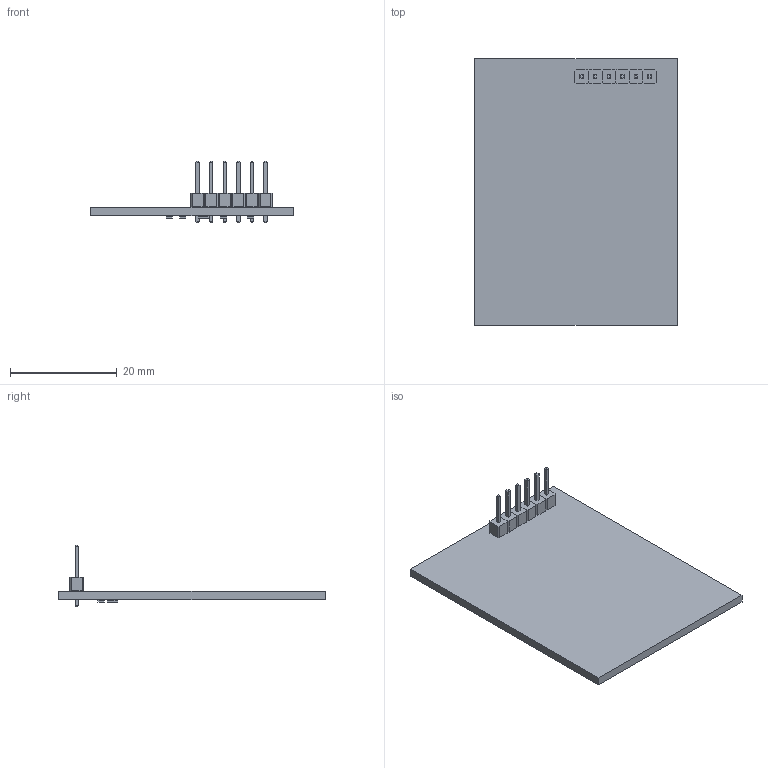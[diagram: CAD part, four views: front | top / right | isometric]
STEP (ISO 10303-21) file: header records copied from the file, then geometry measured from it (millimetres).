
FILE_DESCRIPTION(('KiCad electronic assembly'),'2;1');
FILE_NAME('SPACEDOS02B_PCB02A.step','2023-08-04T09:46:57',('Pcbnew'),( 'Kicad'),'Open CASCADE STEP processor 7.5','KiCad to STEP converter' ,'Unknown');
FILE_SCHEMA(('AUTOMOTIVE_DESIGN { 1 0 10303 214 1 1 1 1 }'));
Length unit declared in the file: millimetre
Products named in the file (6): SPACEDOS02B_PCB02A 1; PinHeader_1x01_P2.54mm_Vertical; SOLID; R_0805_2012Metric; tmp0ws_2vx3 PCB
Assembly tree (15 placements, depth 3):
  SPACEDOS02B_PCB02A 1
    PinHeader_1x01_P2.54mm_Vertical  x6
      SOLID
    R_0805_2012Metric  x6
      SOLID
    tmp0ws_2vx3 PCB
Bounding box: 38 x 50 x 11.54 mm (x, y, z)
Volume: 3158.2 mm3; surface area: 4503.6 mm2
Topology: 13 solids, 13 shells, 336 faces, 822 edges, 524 vertices
Faces by surface type: bspline 324, plane 6, cylinder 6
Full cylindrical faces by diameter (mm): 0.889 x6
Entity records: 4292 total; most frequent: CARTESIAN_POINT 1382, B_SPLINE_CURVE_WITH_KNOTS 364, ORIENTED_EDGE 324, PCURVE 324, DEFINITIONAL_REPRESENTATION 324, EDGE_CURVE 162, SURFACE_CURVE 156, DIRECTION 146
